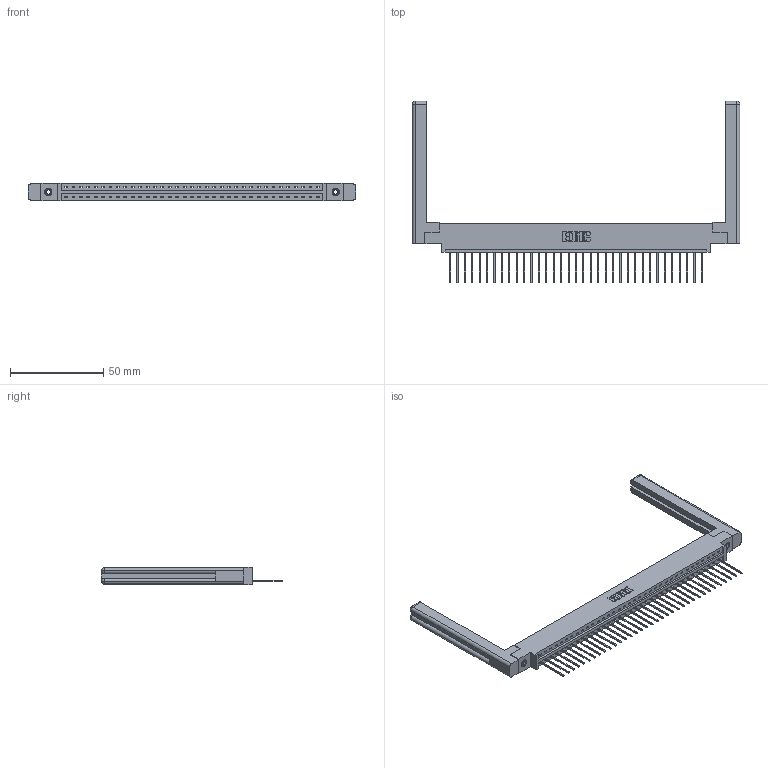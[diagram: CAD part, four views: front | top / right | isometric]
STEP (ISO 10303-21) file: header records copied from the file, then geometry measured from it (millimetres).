
FILE_DESCRIPTION (( 'STEP AP203' ), '1' );
FILE_NAME ('387-035-542-658.STEP', '2019-10-04T12:33:49', ( '' ), ( '' ), 'SwSTEP 2.0', 'SolidWorks 2016', '' );
FILE_SCHEMA (( 'CONFIG_CONTROL_DESIGN' ));
Length unit declared in the file: inch
Products named in the file (5): 345-250-001_345-250-001-102; 387-035-542-658; 337 Part_0.170 Offset - 0.156 Dia-TI; 307-220-058; 345-292-001_345-293-142
Assembly tree (40 placements, depth 2):
  387-035-542-658
    337 Part_0.170 Offset - 0.156 Dia-TI
    345-292-001_345-293-142  x35
    345-250-001_345-250-001-102  x2
    307-220-058  x2
Bounding box: 175.31 x 97.03 x 9.4 mm (x, y, z)
Volume: 25255.5 mm3; surface area: 24479.6 mm2
Topology: 40 solids, 40 shells, 2430 faces, 7257 edges, 4778 vertices
Faces by surface type: plane 1768, cylinder 638, cone 12, torus 12
Entity records: 29706 total; most frequent: CARTESIAN_POINT 5174, ORIENTED_EDGE 5084, DIRECTION 4388, EDGE_CURVE 2542, LINE 2366, VECTOR 2366, VERTEX_POINT 1686, AXIS2_PLACEMENT_3D 1011
